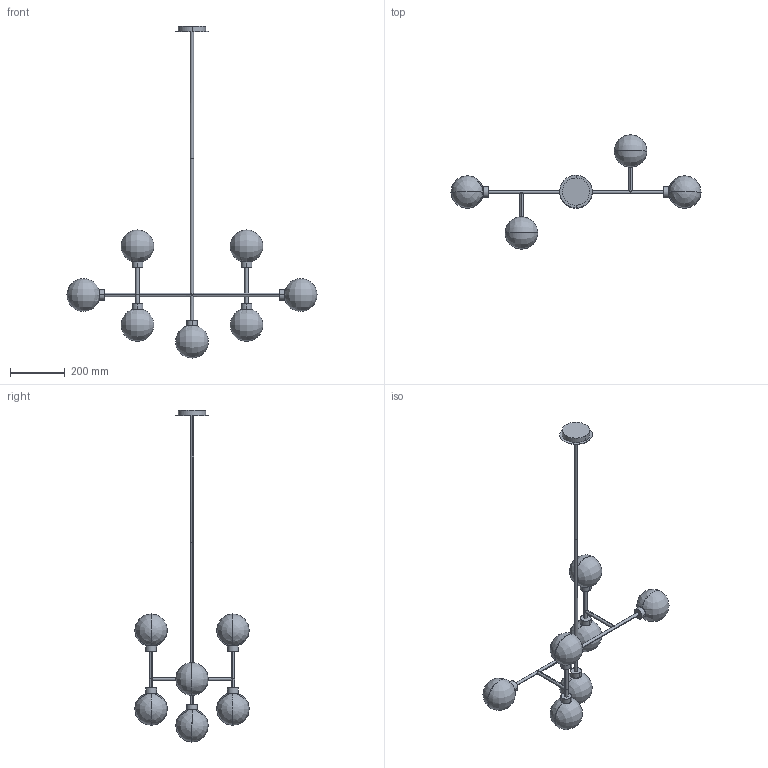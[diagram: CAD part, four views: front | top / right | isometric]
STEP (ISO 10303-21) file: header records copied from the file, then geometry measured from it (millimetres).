
FILE_DESCRIPTION(/* description */ (''),/* implementation_level */ '2;1');
FILE_NAME(/* name */ '1744.285_DOM',/* time_stamp */ '2023-01-24T15:16:42+01:00',/* author */ (''),/* organization */ (''),/* preprocessor_version */ 'ST-DEVELOPER v16.5',/* originating_system */ 'Rhino 7.15',/* authorisation */ '');
FILE_SCHEMA (('CONFIG_CONTROL_DESIGN'));
Length unit declared in the file: millimetre
Products named in the file (1): Document
Bounding box: 916.52 x 420 x 1217 mm (x, y, z)
Volume: 1312917.1 mm3; surface area: 825116.8 mm2
Topology: 25 solids, 34 shells, 139 faces, 323 edges, 182 vertices
Faces by surface type: cylinder 54, bspline 46, plane 39
Entity records: 4628 total; most frequent: CARTESIAN_POINT 2763, ORIENTED_EDGE 484, EDGE_CURVE 260, VERTEX_POINT 176, ADVANCED_FACE 139, FACE_OUTER_BOUND 139, EDGE_LOOP 139, DIRECTION 101
